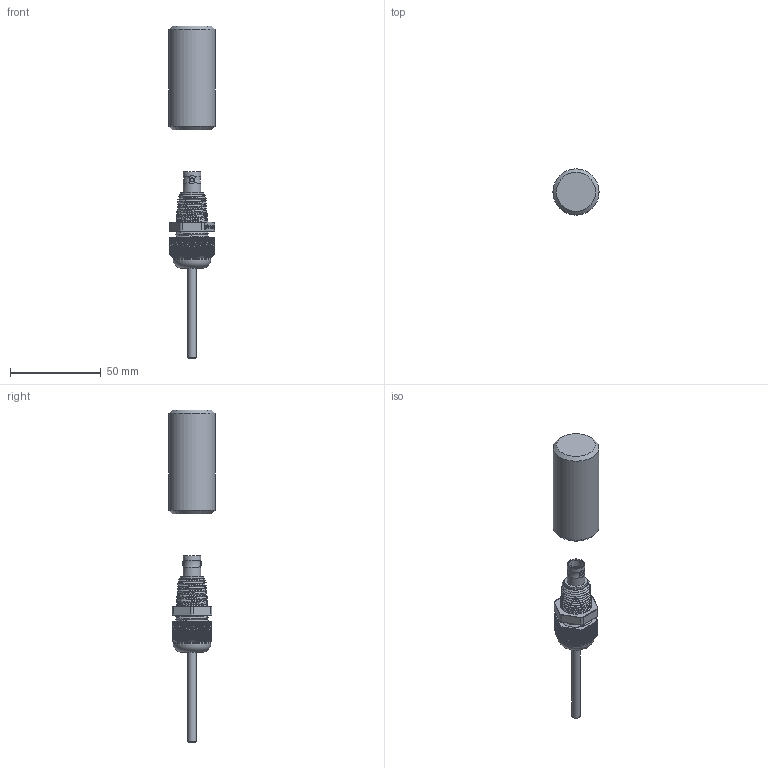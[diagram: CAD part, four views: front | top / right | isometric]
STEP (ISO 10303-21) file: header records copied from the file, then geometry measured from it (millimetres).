
FILE_DESCRIPTION(/* description */ (''),/* implementation_level */ '2;1');
FILE_NAME(/* name */ 'EMPP.stp',/* time_stamp */ '2017-05-03T17:29:37-04:00',/* author */ ('aneininger'),/* organization */ ('CONNECTION TECHNOLOGY CENTER'),/* preprocessor_version */ 'ST-DEVELOPER v16.5',/* originating_system */ 'Autodesk Inventor 2017',/* authorisation */ '');
FILE_SCHEMA (('AUTOMOTIVE_DESIGN { 1 0 10303 214 3 1 1 }'));
Products named in the file (1): Part24
Bounding box: 25.4 x 25.4 x 182.81 mm (x, y, z)
Volume: 11184.2 mm3; surface area: 16395.4 mm2
Topology: 2 solids, 20 shells, 1590 faces, 3638 edges, 1909 vertices
Faces by surface type: cylinder 496, bspline 489, plane 395, sphere 168, cone 24, torus 18
Full cylindrical faces by diameter (mm): 0.127 x19, 0.203 x38, 1.413 x2, 1.422 x2, 1.714 x1, 1.956 x2, 2.095 x2, 2.349 x1, 2.89 x1, 3.417 x1, 3.571 x1, 4.496 x1, 4.572 x1, 8.255 x1, 8.89 x1, 9.652 x2, 10.795 x1, 12.7 x1, 15.316 x13, 17.424 x4, 17.462 x1, 20.625 x1, 25.4 x1
Entity records: 58197 total; most frequent: CARTESIAN_POINT 24723, DIRECTION 6583, ORIENTED_EDGE 6434, EDGE_CURVE 3217, AXIS2_PLACEMENT_3D 2748, VERTEX_POINT 1853, EDGE_LOOP 1764, FACE_OUTER_BOUND 1575
